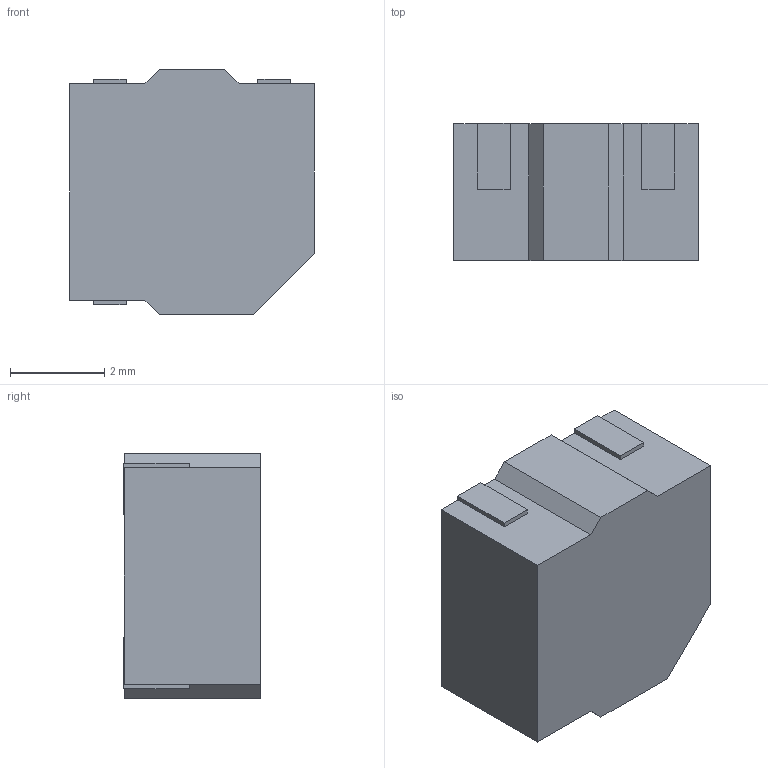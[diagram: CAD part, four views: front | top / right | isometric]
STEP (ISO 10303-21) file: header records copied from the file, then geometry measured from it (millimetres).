
FILE_DESCRIPTION(/* description */ (''),/* implementation_level */ '2;1');
FILE_NAME(/* name */ 'ST-0503_step.stp',/* time_stamp */ '2017-06-23T09:44:14-05:00',/* author */ (''),/* organization */ (''),/* preprocessor_version */ 'ST-DEVELOPER v16',/* originating_system */ 'SIEMENS PLM Software NX 11.0',/* authorisation */ '');
FILE_SCHEMA (('AUTOMOTIVE_DESIGN { 1 0 10303 214 3 1 1 1 }'));
Length unit declared in the file: millimetre
Products named in the file (1): ST-0503_step
Bounding box: 5.2 x 2.91 x 5.2 mm (x, y, z)
Volume: 71.6 mm3; surface area: 107.8 mm2
Topology: 1 solids, 1 shells, 36 faces, 99 edges, 66 vertices
Faces by surface type: plane 36
Entity records: 1147 total; most frequent: CARTESIAN_POINT 202, ORIENTED_EDGE 198, DIRECTION 173, EDGE_CURVE 99, LINE 99, VECTOR 99, VERTEX_POINT 66, EDGE_LOOP 37
